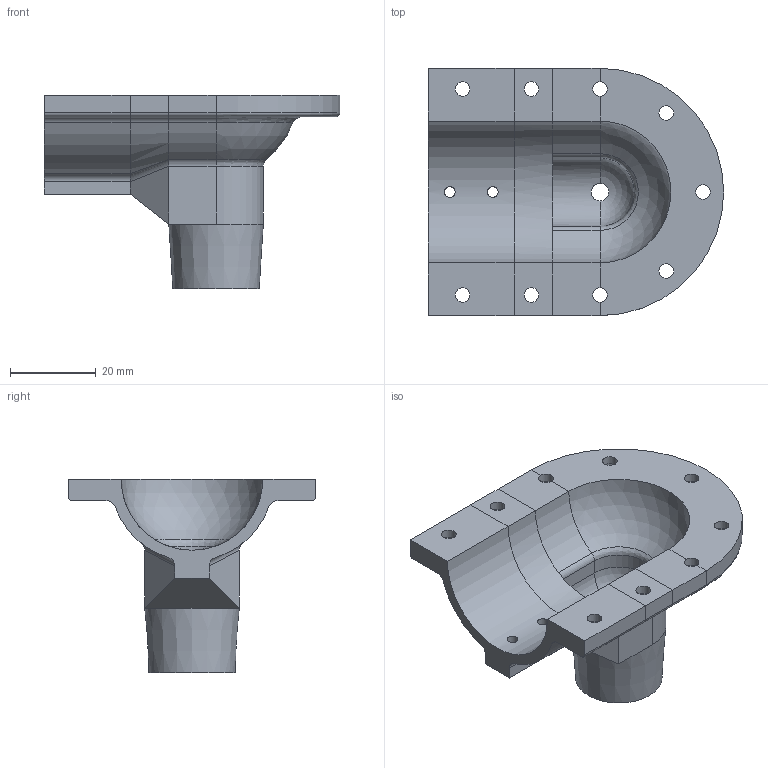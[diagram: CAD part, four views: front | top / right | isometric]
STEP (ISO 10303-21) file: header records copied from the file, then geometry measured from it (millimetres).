
FILE_DESCRIPTION(('FreeCAD Model'),'2;1');
FILE_NAME('Part-2-Antenne-2M-144MHz.step','2018-04-11T15:51:22',( 'Almisuifre'),(''),'Open CASCADE STEP processor 6.8','FreeCAD', 'Unknown');
FILE_SCHEMA(('AUTOMOTIVE_DESIGN_CC2 { 1 2 10303 214 -1 1 5 4 }'));
Length unit declared in the file: millimetre
Products named in the file (2): ASSEMBLY; Pocket004
Assembly tree (1 placements, depth 2):
  ASSEMBLY
    Pocket004
Bounding box: 68.8 x 57.6 x 45 mm (x, y, z)
Volume: 22088.6 mm3; surface area: 14596.4 mm2
Topology: 1 solids, 1 shells, 160 faces, 391 edges, 241 vertices
Faces by surface type: plane 99, cylinder 46, bspline 7, revolution 4, sphere 3, cone 1
Full cylindrical faces by diameter (mm): 2.5 x2, 3.4 x9, 4.1 x1, 6.8 x2, 10.8 x1, 16.1 x1
Entity records: 11308 total; most frequent: CARTESIAN_POINT 3356, DIRECTION 1469, LINE 931, VECTOR 931, ORIENTED_EDGE 782, PCURVE 782, DEFINITIONAL_REPRESENTATION 782, EDGE_CURVE 391
